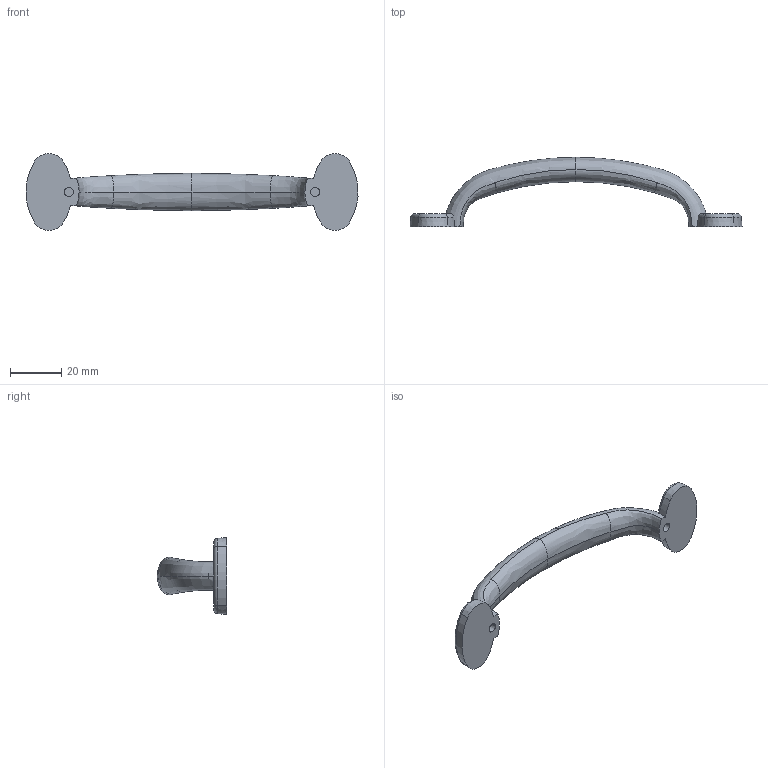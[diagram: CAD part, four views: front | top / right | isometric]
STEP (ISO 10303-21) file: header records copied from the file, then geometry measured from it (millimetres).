
FILE_DESCRIPTION(('Creo Elements/Direct Modeling STEP Export'),'2;1');
FILE_NAME('1534-130.stp','2019-01-18T12:22:08',(''),(''),'Creo Elements/Direct Modeling STEP processor for AP214 (Solid Model)','Creo Elements/Direct Modeling 20.0 12-Nov-2016 (C) Parametric Technology GmbH','');
FILE_SCHEMA(('AUTOMOTIVE_DESIGN { 1 0 10303 214 1 1 1 1 }'));
Length unit declared in the file: millimetre
Products named in the file (1): 1534-130
Bounding box: 129.37 x 27 x 30 mm (x, y, z)
Volume: 14250.6 mm3; surface area: 6287.7 mm2
Topology: 1 solids, 1 shells, 42 faces, 104 edges, 66 vertices
Faces by surface type: bspline 12, cone 10, torus 10, plane 6, cylinder 4
Entity records: 5102 total; most frequent: CARTESIAN_POINT 4153, ORIENTED_EDGE 208, DIRECTION 162, EDGE_CURVE 104, AXIS2_PLACEMENT_3D 75, VERTEX_POINT 66, CIRCLE 44, EDGE_LOOP 44
